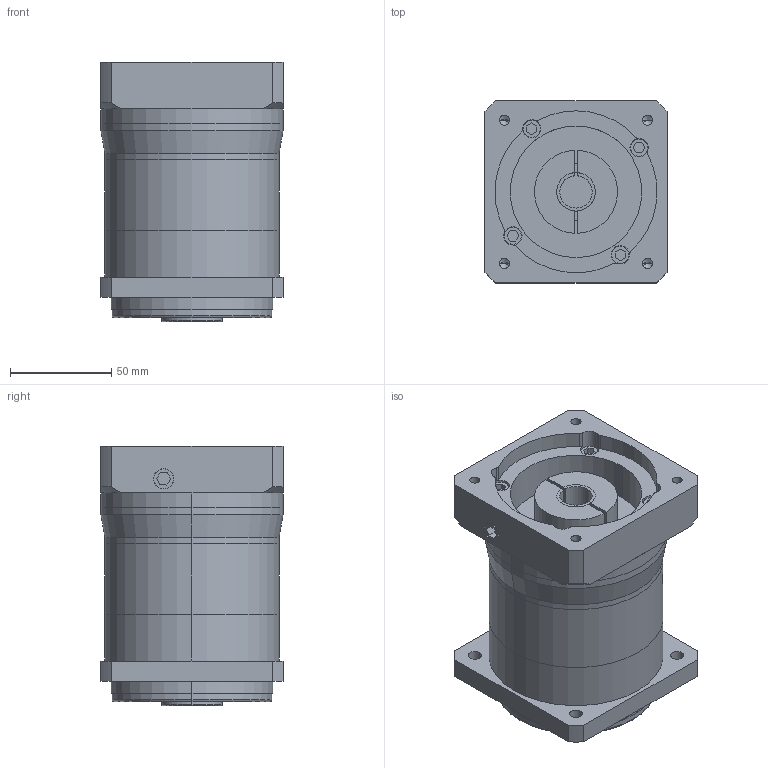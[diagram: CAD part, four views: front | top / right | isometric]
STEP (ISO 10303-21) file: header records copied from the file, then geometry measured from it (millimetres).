
FILE_DESCRIPTION (( 'STEP AP214' ), '1' );
FILE_NAME ('VGK85单级模型（16-35 80-3 4-6.5-100）.STEP', '2018-11-06T01:12:08', ( 'Windows' ), ( 'Microsoft' ), 'SwSTEP 2.0', 'SolidWorks 2016', '' );
FILE_SCHEMA (( 'AUTOMOTIVE_DESIGN' ));
Length unit declared in the file: millimetre
Products named in the file (1): VGK85单级模型（16-35 80-3 4-6.5-100）
Bounding box: 90 x 90 x 128 mm (x, y, z)
Volume: 698523.7 mm3; surface area: 113774.5 mm2
Topology: 5 solids, 5 shells, 240 faces, 578 edges, 374 vertices
Faces by surface type: cylinder 115, plane 107, cone 14, torus 4
Entity records: 7229 total; most frequent: DIRECTION 1304, CARTESIAN_POINT 1209, ORIENTED_EDGE 1140, EDGE_CURVE 570, AXIS2_PLACEMENT_3D 501, VERTEX_POINT 374, LINE 302, VECTOR 302
